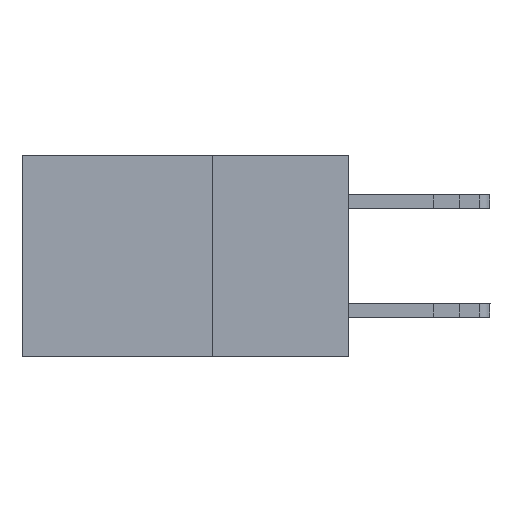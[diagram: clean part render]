
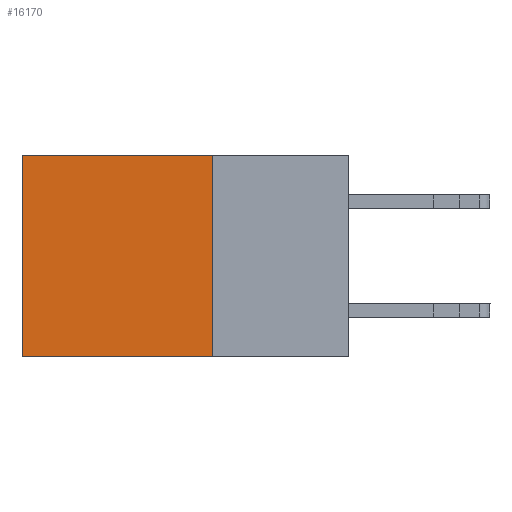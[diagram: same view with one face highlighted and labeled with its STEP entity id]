
A CAD part, left-side view. The second image highlights one B-rep face of the part: STEP entity #16170.
In plain terms, the highlighted planar face has unit normal (-1, 0, 0).
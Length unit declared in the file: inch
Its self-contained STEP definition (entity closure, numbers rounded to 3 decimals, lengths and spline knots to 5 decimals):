
#1561 = DIRECTION ( 'NONE',  ( 1., 0., 0. ) ) ;
#1896 = EDGE_CURVE ( 'NONE', #9760, #17862, #22963, .T. ) ;
#2508 = VECTOR ( 'NONE', #3006, 39.37008 ) ;
#2972 = CARTESIAN_POINT ( 'NONE',  ( 0.298, 0.25, 0. ) ) ;
#3006 = DIRECTION ( 'NONE',  ( 0., 0., -1. ) ) ;
#4135 = ORIENTED_EDGE ( 'NONE', *, *, #13320, .T. ) ;
#4440 = VERTEX_POINT ( 'NONE', #24786 ) ;
#4441 = ORIENTED_EDGE ( 'NONE', *, *, #13913, .T. ) ;
#4701 = VECTOR ( 'NONE', #20256, 39.37008 ) ;
#5072 = FACE_OUTER_BOUND ( 'NONE', #9943, .T. ) ;
#6847 = CARTESIAN_POINT ( 'NONE',  ( 0.298, 0.6, 0. ) ) ;
#7019 = ORIENTED_EDGE ( 'NONE', *, *, #24885, .F. ) ;
#7286 = DIRECTION ( 'NONE',  ( 0., 0., -1. ) ) ;
#9173 = LINE ( 'NONE', #9730, #14988 ) ;
#9456 = CARTESIAN_POINT ( 'NONE',  ( 0.298, 0.25, 0. ) ) ;
#9501 = CARTESIAN_POINT ( 'NONE',  ( 0.298, 0.25, -0.37 ) ) ;
#9730 = CARTESIAN_POINT ( 'NONE',  ( 0.298, 0.25, -0.37 ) ) ;
#9760 = VERTEX_POINT ( 'NONE', #2972 ) ;
#9943 = EDGE_LOOP ( 'NONE', ( #4135, #7019, #15587, #4441 ) ) ;
#10177 = LINE ( 'NONE', #6847, #2508 ) ;
#13168 = CARTESIAN_POINT ( 'NONE',  ( 0.298, 0.25, 0. ) ) ;
#13320 = EDGE_CURVE ( 'NONE', #15530, #4440, #10177, .T. ) ;
#13913 = EDGE_CURVE ( 'NONE', #9760, #15530, #21544, .T. ) ;
#14988 = VECTOR ( 'NONE', #21470, 39.37008 ) ;
#15530 = VERTEX_POINT ( 'NONE', #24955 ) ;
#15587 = ORIENTED_EDGE ( 'NONE', *, *, #1896, .F. ) ;
#15929 = AXIS2_PLACEMENT_3D ( 'NONE', #13168, #1561, #7286 ) ;
#16170 = ADVANCED_FACE ( 'NONE', ( #5072 ), #21028, .F. ) ;
#17862 = VERTEX_POINT ( 'NONE', #9501 ) ;
#20256 = DIRECTION ( 'NONE',  ( 0., 1., 0. ) ) ;
#20517 = VECTOR ( 'NONE', #23265, 39.37008 ) ;
#21028 = PLANE ( 'NONE',  #15929 ) ;
#21470 = DIRECTION ( 'NONE',  ( 0., 1., 0. ) ) ;
#21544 = LINE ( 'NONE', #24539, #4701 ) ;
#22963 = LINE ( 'NONE', #9456, #20517 ) ;
#23265 = DIRECTION ( 'NONE',  ( 0., 0., -1. ) ) ;
#24539 = CARTESIAN_POINT ( 'NONE',  ( 0.298, 0.25, 0. ) ) ;
#24786 = CARTESIAN_POINT ( 'NONE',  ( 0.298, 0.6, -0.37 ) ) ;
#24885 = EDGE_CURVE ( 'NONE', #17862, #4440, #9173, .T. ) ;
#24955 = CARTESIAN_POINT ( 'NONE',  ( 0.298, 0.6, 0. ) ) ;
